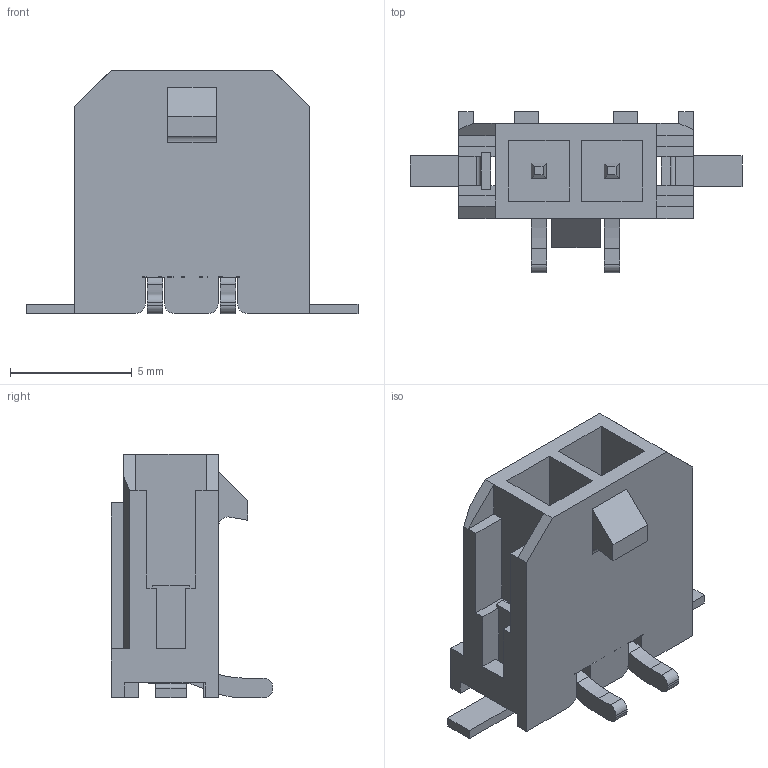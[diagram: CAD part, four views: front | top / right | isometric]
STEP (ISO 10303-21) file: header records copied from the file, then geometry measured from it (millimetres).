
FILE_DESCRIPTION (( 'STEP AP214' ), '1' );
FILE_NAME ('CONN-SMD_1x2P-L9.7-W4.4-H9.9-P3.0.step', '2021-08-14T06:56:51', ( '' ), ( '' ), 'SwSTEP 2.0', 'SolidWorks 2020', '' );
FILE_SCHEMA (( 'AUTOMOTIVE_DESIGN' ));
Length unit declared in the file: millimetre
Products named in the file (1): CONN-SMD_1x2P-L9.7-W4.4-H9.9-P3.0
Bounding box: 13.65 x 6.62 x 10.01 mm (x, y, z)
Volume: 219.8 mm3; surface area: 672.2 mm2
Topology: 3 solids, 3 shells, 252 faces, 692 edges, 444 vertices
Faces by surface type: plane 214, cylinder 25, bspline 13
Entity records: 10626 total; most frequent: CARTESIAN_POINT 2030, ORIENTED_EDGE 1384, DIRECTION 1192, EDGE_CURVE 692, VECTOR 612, LINE 612, VERTEX_POINT 444, AXIS2_PLACEMENT_3D 290
